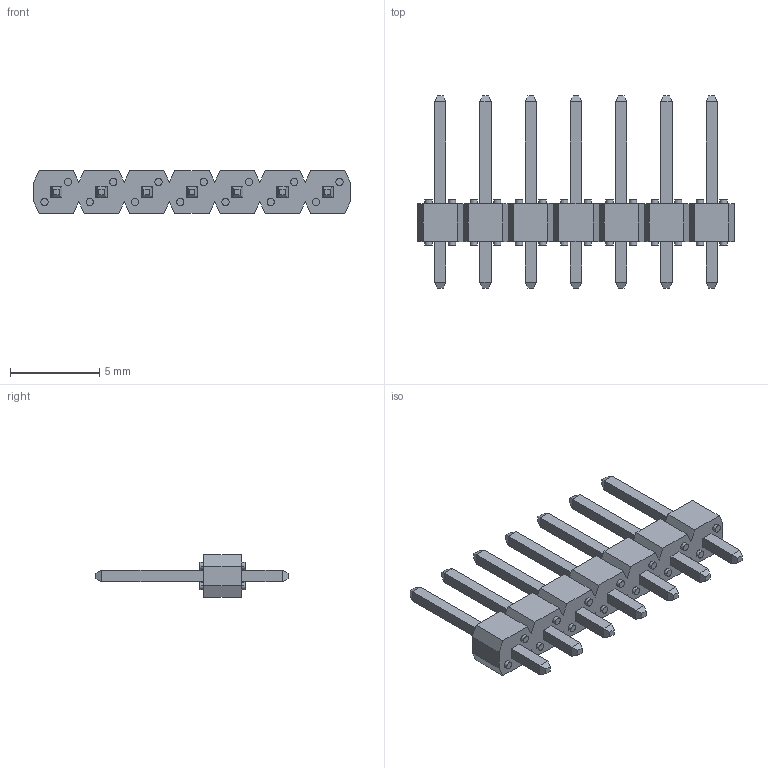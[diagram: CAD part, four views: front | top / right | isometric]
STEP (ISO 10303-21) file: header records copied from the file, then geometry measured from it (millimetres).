
FILE_DESCRIPTION((''),'2;1');
FILE_NAME('68000-X07','2019-08-21T',('KumarP'),('AFCI'),'CREO PARAMETRIC BY PTC INC, 2016130','CREO PARAMETRIC BY PTC INC, 2016130','');
FILE_SCHEMA(('CONFIG_CONTROL_DESIGN'));
Length unit declared in the file: inch
Products named in the file (1): 68000-X07
Bounding box: 17.78 x 10.79 x 2.41 mm (x, y, z)
Volume: 110 mm3; surface area: 341.2 mm2
Topology: 1 solids, 1 shells, 256 faces, 580 edges, 368 vertices
Faces by surface type: plane 200, cylinder 56
Entity records: 7088 total; most frequent: CARTESIAN_POINT 1204, DIRECTION 1204, ORIENTED_EDGE 1160, EDGE_CURVE 580, VECTOR 468, LINE 468, AXIS2_PLACEMENT_3D 368, VERTEX_POINT 368
